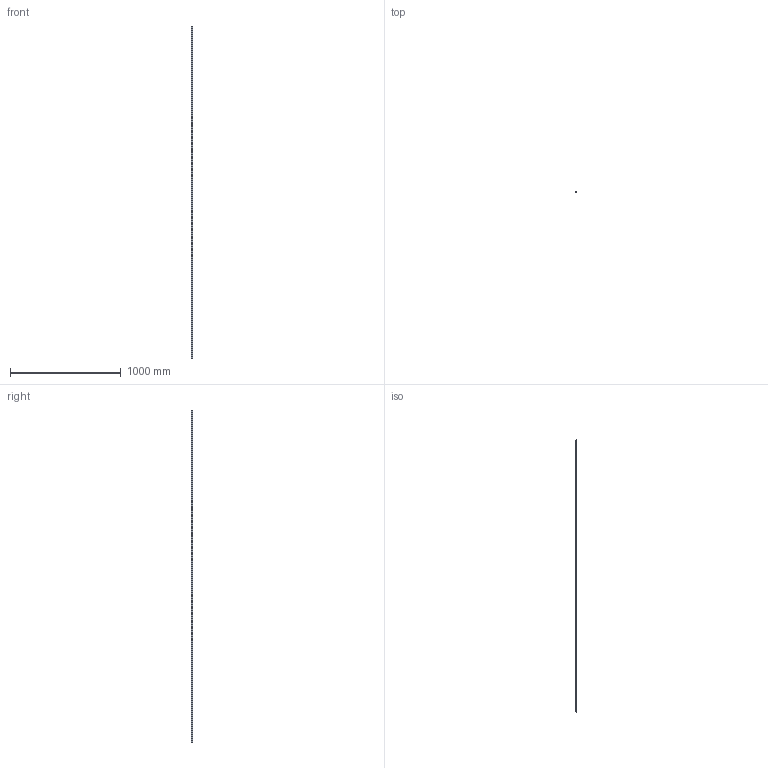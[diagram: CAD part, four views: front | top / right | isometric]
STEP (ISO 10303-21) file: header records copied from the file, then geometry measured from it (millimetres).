
FILE_DESCRIPTION (( 'STEP AP203' ), '1' );
FILE_NAME ('57120-240.step', '2024-04-29T09:32:24', ( '' ), ( '' ), 'SwSTEP 2.0', 'SolidWorks 2018', '' );
FILE_SCHEMA (( 'CONFIG_CONTROL_DESIGN' ));
Length unit declared in the file: millimetre
Products named in the file (1): 57120-240
Bounding box: 12 x 12 x 3000 mm (x, y, z)
Volume: 431999.1 mm3; surface area: 144300 mm2
Topology: 1 solids, 1 shells, 259 faces, 699 edges, 466 vertices
Faces by surface type: plane 153, bspline 106
Entity records: 13410 total; most frequent: CARTESIAN_POINT 7547, ORIENTED_EDGE 1398, DIRECTION 795, EDGE_CURVE 699, LINE 487, VECTOR 487, VERTEX_POINT 466, EDGE_LOOP 283
